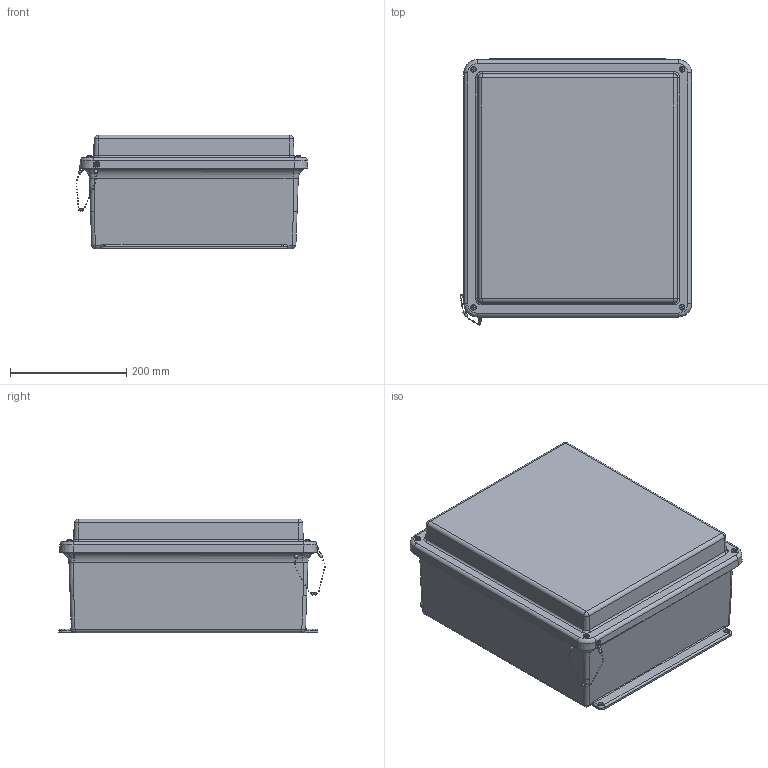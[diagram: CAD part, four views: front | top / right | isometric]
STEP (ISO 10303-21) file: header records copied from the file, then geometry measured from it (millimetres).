
FILE_DESCRIPTION (( 'STEP AP214' ), '1' );
FILE_NAME ('MR1614W.STEP', '2018-11-06T19:52:04', ( '' ), ( '' ), 'SwSTEP 2.0', 'SolidWorks 2018', '' );
FILE_SCHEMA (( 'AUTOMOTIVE_DESIGN' ));
Length unit declared in the file: inch
Products named in the file (1): MR1614W
Bounding box: 397.94 x 457.57 x 195.17 mm (x, y, z)
Volume: 2392900.3 mm3; surface area: 1327354.4 mm2
Topology: 45 solids, 45 shells, 949 faces, 2219 edges, 1382 vertices
Faces by surface type: cylinder 307, cone 221, plane 214, bspline 195, torus 12
Full cylindrical faces by diameter (mm): 3.175 x2, 3.2 x1, 3.556 x6, 3.683 x4, 3.861 x8, 3.962 x7, 3.967 x80, 4.762 x1, 4.763 x1, 4.826 x80, 5.537 x4, 6.35 x2, 6.858 x8, 7.188 x1
Entity records: 43307 total; most frequent: CARTESIAN_POINT 13386, DIRECTION 3400, ORIENTED_EDGE 3236, EDGE_CURVE 1618, AXIS2_PLACEMENT_3D 1466, EDGE_LOOP 1434, VERTEX_POINT 1198, FACE_OUTER_BOUND 1131
